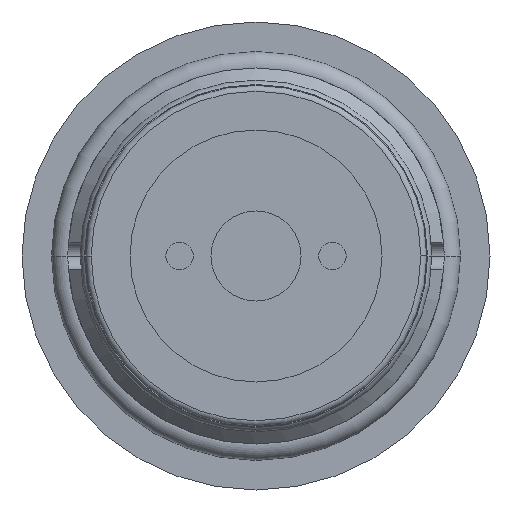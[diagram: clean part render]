
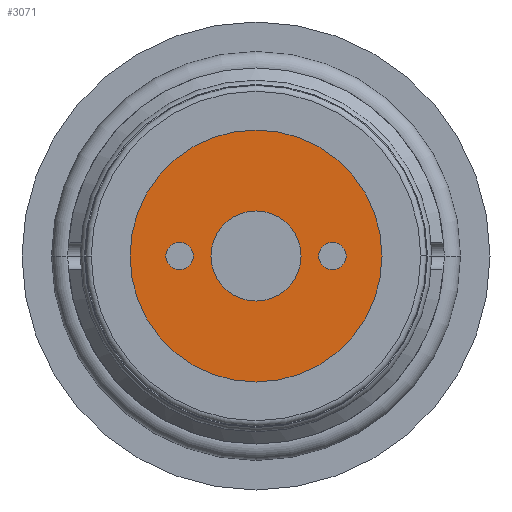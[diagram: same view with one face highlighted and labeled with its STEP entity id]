
A CAD part, front view. The second image highlights one B-rep face of the part: STEP entity #3071.
In plain terms, the highlighted face is planar.
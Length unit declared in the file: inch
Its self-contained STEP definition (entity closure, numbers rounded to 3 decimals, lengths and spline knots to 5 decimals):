
#2647=CARTESIAN_POINT('',(0.,0.,0.));
#2648=DIRECTION('',(-1.,0.,0.));
#2649=DIRECTION('',(0.,1.,0.));
#2650=AXIS2_PLACEMENT_3D('',#2647,#2648,#2649);
#2656=CARTESIAN_POINT('',(0.,0.,0.));
#2657=DIRECTION('',(-1.,0.,0.));
#2658=DIRECTION('',(0.,-1.,0.));
#2659=AXIS2_PLACEMENT_3D('',#2656,#2657,#2658);
#2664=CARTESIAN_POINT('',(0.,-0.2655,0.));
#2665=DIRECTION('',(-1.,0.,0.));
#2666=DIRECTION('',(0.,1.,0.));
#2667=AXIS2_PLACEMENT_3D('',#2664,#2665,#2666);
#2672=CARTESIAN_POINT('',(0.,-0.2655,0.));
#2673=DIRECTION('',(-1.,0.,0.));
#2674=DIRECTION('',(0.,-1.,0.));
#2675=AXIS2_PLACEMENT_3D('',#2672,#2673,#2674);
#2680=CARTESIAN_POINT('',(0.,0.2655,0.));
#2681=DIRECTION('',(-1.,0.,0.));
#2682=DIRECTION('',(0.,-1.,0.));
#2683=AXIS2_PLACEMENT_3D('',#2680,#2681,#2682);
#2688=CARTESIAN_POINT('',(0.,0.2655,0.));
#2689=DIRECTION('',(-1.,0.,0.));
#2690=DIRECTION('',(0.,1.,0.));
#2691=AXIS2_PLACEMENT_3D('',#2688,#2689,#2690);
#2710=CARTESIAN_POINT('',(0.,0.,0.));
#2711=DIRECTION('',(1.,0.,0.));
#2712=DIRECTION('',(0.,-1.,0.));
#2713=AXIS2_PLACEMENT_3D('',#2710,#2711,#2712);
#2718=CARTESIAN_POINT('',(0.,0.,0.));
#2719=DIRECTION('',(-1.,0.,0.));
#2720=DIRECTION('',(0.,-1.,0.));
#2721=AXIS2_PLACEMENT_3D('',#2718,#2719,#2720);
#2986=CARTESIAN_POINT('',(0.,-0.4375,0.));
#2988=VERTEX_POINT('',#2986);
#2990=CARTESIAN_POINT('',(0.,0.4375,0.));
#2992=VERTEX_POINT('',#2990);
#3010=CARTESIAN_POINT('',(0.,0.1565,0.));
#3011=CARTESIAN_POINT('',(0.,-0.1565,0.));
#3012=VERTEX_POINT('',#3010);
#3013=VERTEX_POINT('',#3011);
#3030=CARTESIAN_POINT('',(0.,-0.218,0.));
#3031=CARTESIAN_POINT('',(0.,-0.313,0.));
#3032=VERTEX_POINT('',#3030);
#3033=VERTEX_POINT('',#3031);
#3038=CARTESIAN_POINT('',(0.,0.218,0.));
#3039=CARTESIAN_POINT('',(0.,0.313,0.));
#3040=VERTEX_POINT('',#3038);
#3041=VERTEX_POINT('',#3039);
#3042=CARTESIAN_POINT('',(0.,0.,0.));
#3043=DIRECTION('',(-1.,0.,0.));
#3044=DIRECTION('',(0.,1.,0.));
#3045=AXIS2_PLACEMENT_3D('',#3042,#3043,#3044);
#3046=PLANE('',#3045);
#3048=ORIENTED_EDGE('',*,*,#3047,.T.);
#3050=ORIENTED_EDGE('',*,*,#3049,.F.);
#3051=EDGE_LOOP('',(#3048,#3050));
#3052=FACE_OUTER_BOUND('',#3051,.F.);
#3054=ORIENTED_EDGE('',*,*,#3053,.T.);
#3056=ORIENTED_EDGE('',*,*,#3055,.T.);
#3057=EDGE_LOOP('',(#3054,#3056));
#3058=FACE_BOUND('',#3057,.F.);
#3060=ORIENTED_EDGE('',*,*,#3059,.T.);
#3062=ORIENTED_EDGE('',*,*,#3061,.T.);
#3063=EDGE_LOOP('',(#3060,#3062));
#3064=FACE_BOUND('',#3063,.F.);
#3066=ORIENTED_EDGE('',*,*,#3065,.T.);
#3068=ORIENTED_EDGE('',*,*,#3067,.T.);
#3069=EDGE_LOOP('',(#3066,#3068));
#3070=FACE_BOUND('',#3069,.F.);
#2651=CIRCLE('',#2650,0.1565);
#2660=CIRCLE('',#2659,0.1565);
#2668=CIRCLE('',#2667,0.0475);
#2676=CIRCLE('',#2675,0.0475);
#2684=CIRCLE('',#2683,0.0475);
#2692=CIRCLE('',#2691,0.0475);
#2714=CIRCLE('',#2713,0.4375);
#2722=CIRCLE('',#2721,0.4375);
#3047=EDGE_CURVE('',#2988,#2992,#2714,.T.);
#3049=EDGE_CURVE('',#2988,#2992,#2722,.T.);
#3053=EDGE_CURVE('',#3012,#3013,#2651,.T.);
#3055=EDGE_CURVE('',#3013,#3012,#2660,.T.);
#3059=EDGE_CURVE('',#3032,#3033,#2668,.T.);
#3061=EDGE_CURVE('',#3033,#3032,#2676,.T.);
#3065=EDGE_CURVE('',#3040,#3041,#2684,.T.);
#3067=EDGE_CURVE('',#3041,#3040,#2692,.T.);
#3071=ADVANCED_FACE('',(#3052,#3058,#3064,#3070),#3046,.T.);
